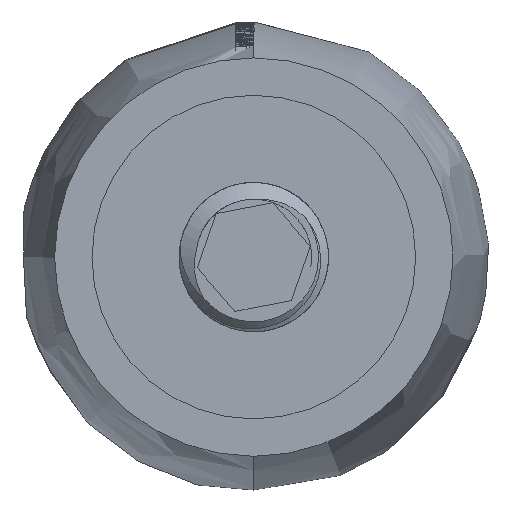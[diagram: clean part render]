
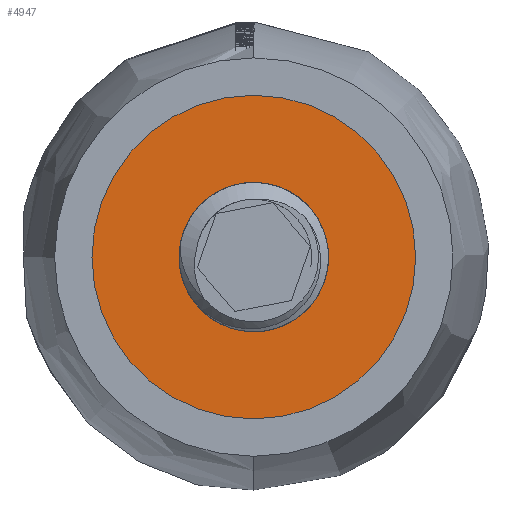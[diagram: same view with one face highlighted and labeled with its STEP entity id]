
A CAD part, front view. The second image highlights one B-rep face of the part: STEP entity #4947.
In plain terms, the highlighted planar face has unit normal (0, -1, 0).
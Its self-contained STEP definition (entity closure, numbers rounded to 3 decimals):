
#331 = VERTEX_POINT ( 'NONE', #18206 ) ;
#406 = CARTESIAN_POINT ( 'NONE',  ( 2.022, 0., 1.145 ) ) ;
#978 = CARTESIAN_POINT ( 'NONE',  ( -2.922, 0., -0.602 ) ) ;
#1217 = EDGE_CURVE ( 'NONE', #7993, #19997, #8132, .T. ) ;
#1308 = CARTESIAN_POINT ( 'NONE',  ( 2.254, 0., 0.584 ) ) ;
#1464 = B_SPLINE_CURVE_WITH_KNOTS ( 'NONE', 3,
 ( #16543, #3687, #3751, #8455, #9940, #19779, #16399, #6814, #8321, #11697, #13422, #3554, #16475, #3621, #5352, #2074, #18235, #1926 ),
 .UNSPECIFIED., .F., .F.,
 ( 4, 2, 2, 2, 2, 2, 2, 2, 4 ),
 ( 0., 0.001, 0.001, 0.002, 0.003, 0.003, 0.004, 0.005, 0.005 ),
 .UNSPECIFIED. ) ;
#1478 = CARTESIAN_POINT ( 'NONE',  ( 0., 0., 0. ) ) ;
#1716 = AXIS2_PLACEMENT_3D ( 'NONE', #1478, #17446, #12640 ) ;
#1926 = CARTESIAN_POINT ( 'NONE',  ( -2.377, 0., 1.83 ) ) ;
#2074 = CARTESIAN_POINT ( 'NONE',  ( -2.053, 0., 2.131 ) ) ;
#2575 = EDGE_LOOP ( 'NONE', ( #18976, #19228 ) ) ;
#2680 = EDGE_LOOP ( 'NONE', ( #18589, #19593, #11495, #17092 ) ) ;
#2688 = CARTESIAN_POINT ( 'NONE',  ( -2.245, 0., -1.716 ) ) ;
#2801 = CARTESIAN_POINT ( 'NONE',  ( 1.74, 0., -1.547 ) ) ;
#2939 = CARTESIAN_POINT ( 'NONE',  ( 1.279, 0., -1.946 ) ) ;
#3221 = CARTESIAN_POINT ( 'NONE',  ( -2.975, 0., -0.387 ) ) ;
#3238 = VERTEX_POINT ( 'NONE', #16575 ) ;
#3554 = CARTESIAN_POINT ( 'NONE',  ( -0.857, 0., 2.667 ) ) ;
#3621 = CARTESIAN_POINT ( 'NONE',  ( -1.486, 0., 2.47 ) ) ;
#3687 = CARTESIAN_POINT ( 'NONE',  ( 1.942, 0., 1.353 ) ) ;
#3751 = CARTESIAN_POINT ( 'NONE',  ( 1.834, 0., 1.544 ) ) ;
#4270 = CARTESIAN_POINT ( 'NONE',  ( 0.16, 0., -2.485 ) ) ;
#4537 = CARTESIAN_POINT ( 'NONE',  ( 1.633, 0., -1.659 ) ) ;
#4947 = ADVANCED_FACE ( 'NONE', ( #16841, #19113 ), #17625, .F. ) ;
#5062 = EDGE_CURVE ( 'NONE', #12681, #7268, #6243, .T. ) ;
#5297 = DIRECTION ( 'NONE',  ( 0., -1., 0. ) ) ;
#5352 = CARTESIAN_POINT ( 'NONE',  ( -1.686, 0., 2.371 ) ) ;
#5726 = CARTESIAN_POINT ( 'NONE',  ( -0.274, 0., -2.532 ) ) ;
#5974 = CARTESIAN_POINT ( 'NONE',  ( 2.28, 0., -0.474 ) ) ;
#6243 = CIRCLE ( 'NONE', #16581, 3. ) ;
#6814 = CARTESIAN_POINT ( 'NONE',  ( 0.457, 0., 2.597 ) ) ;
#6823 = CARTESIAN_POINT ( 'NONE',  ( 0., 0., 0. ) ) ;
#7268 = VERTEX_POINT ( 'NONE', #3221 ) ;
#7993 = VERTEX_POINT ( 'NONE', #11576 ) ;
#8132 = B_SPLINE_CURVE_WITH_KNOTS ( 'NONE', 3,
 ( #15640, #2939, #14147, #4537, #2801, #15708, #9311, #5974, #18890, #20421, #18816, #9245, #1308, #17271, #17488, #20647 ),
 .UNSPECIFIED., .F., .F.,
 ( 4, 2, 2, 2, 2, 2, 2, 4 ),
 ( 0., 0., 0.001, 0.002, 0.002, 0.003, 0.003, 0.004 ),
 .UNSPECIFIED. ) ;
#8230 = EDGE_CURVE ( 'NONE', #19997, #12681, #1464, .T. ) ;
#8321 = CARTESIAN_POINT ( 'NONE',  ( 0.24, 0., 2.655 ) ) ;
#8455 = CARTESIAN_POINT ( 'NONE',  ( 1.564, 0., 1.894 ) ) ;
#8530 = CIRCLE ( 'NONE', #1716, 6.5 ) ;
#8847 = AXIS2_PLACEMENT_3D ( 'NONE', #20013, #18277, #13657 ) ;
#9148 = B_SPLINE_CURVE_WITH_KNOTS ( 'NONE', 3,
 ( #18555, #978, #10658, #10734, #17080, #2688, #13882, #9200, #20451, #13743, #12155, #12433, #5726, #4270, #12218, #18627, #18770, #12355 ),
 .UNSPECIFIED., .F., .F.,
 ( 4, 2, 2, 2, 2, 2, 2, 2, 4 ),
 ( 0., 0.001, 0.001, 0.002, 0.003, 0.003, 0.004, 0.005, 0.005 ),
 .UNSPECIFIED. ) ;
#9200 = CARTESIAN_POINT ( 'NONE',  ( -1.734, 0., -2.131 ) ) ;
#9245 = CARTESIAN_POINT ( 'NONE',  ( 2.288, 0., 0.433 ) ) ;
#9311 = CARTESIAN_POINT ( 'NONE',  ( 2.159, 0., -0.911 ) ) ;
#9903 = EDGE_CURVE ( 'NONE', #3238, #331, #8530, .T. ) ;
#9940 = CARTESIAN_POINT ( 'NONE',  ( 1.407, 0., 2.051 ) ) ;
#10658 = CARTESIAN_POINT ( 'NONE',  ( -2.845, 0., -0.806 ) ) ;
#10734 = CARTESIAN_POINT ( 'NONE',  ( -2.647, 0., -1.197 ) ) ;
#11350 = EDGE_CURVE ( 'NONE', #331, #3238, #20319, .T. ) ;
#11495 = ORIENTED_EDGE ( 'NONE', *, *, #8230, .F. ) ;
#11576 = CARTESIAN_POINT ( 'NONE',  ( 1.145, 0., -2.022 ) ) ;
#11636 = DIRECTION ( 'NONE',  ( 0., 1., 0. ) ) ;
#11697 = CARTESIAN_POINT ( 'NONE',  ( -0.196, 0., 2.712 ) ) ;
#12155 = CARTESIAN_POINT ( 'NONE',  ( -0.928, 0., -2.466 ) ) ;
#12218 = CARTESIAN_POINT ( 'NONE',  ( 0.372, 0., -2.433 ) ) ;
#12355 = CARTESIAN_POINT ( 'NONE',  ( 1.145, 0., -2.022 ) ) ;
#12433 = CARTESIAN_POINT ( 'NONE',  ( -0.497, 0., -2.528 ) ) ;
#12640 = DIRECTION ( 'NONE',  ( 0., 0., -1. ) ) ;
#12681 = VERTEX_POINT ( 'NONE', #12833 ) ;
#12833 = CARTESIAN_POINT ( 'NONE',  ( -2.377, 0., 1.83 ) ) ;
#13088 = EDGE_CURVE ( 'NONE', #7268, #7993, #9148, .T. ) ;
#13302 = DIRECTION ( 'NONE',  ( 0., 0., 1. ) ) ;
#13422 = CARTESIAN_POINT ( 'NONE',  ( -0.417, 0., 2.714 ) ) ;
#13657 = DIRECTION ( 'NONE',  ( 0., 0., -1. ) ) ;
#13743 = CARTESIAN_POINT ( 'NONE',  ( -1.142, 0., -2.407 ) ) ;
#13882 = CARTESIAN_POINT ( 'NONE',  ( -2.084, 0., -1.869 ) ) ;
#14147 = CARTESIAN_POINT ( 'NONE',  ( 1.403, 0., -1.858 ) ) ;
#15640 = CARTESIAN_POINT ( 'NONE',  ( 1.145, 0., -2.022 ) ) ;
#15708 = CARTESIAN_POINT ( 'NONE',  ( 2.019, 0., -1.189 ) ) ;
#15770 = AXIS2_PLACEMENT_3D ( 'NONE', #19790, #11636, #13302 ) ;
#16399 = CARTESIAN_POINT ( 'NONE',  ( 0.862, 0., 2.43 ) ) ;
#16475 = CARTESIAN_POINT ( 'NONE',  ( -1.071, 0., 2.618 ) ) ;
#16543 = CARTESIAN_POINT ( 'NONE',  ( 2.022, 0., 1.145 ) ) ;
#16575 = CARTESIAN_POINT ( 'NONE',  ( 0., 0., 6.5 ) ) ;
#16581 = AXIS2_PLACEMENT_3D ( 'NONE', #6823, #5297, #18115 ) ;
#16841 = FACE_BOUND ( 'NONE', #2680, .T. ) ;
#17080 = CARTESIAN_POINT ( 'NONE',  ( -2.525, 0., -1.382 ) ) ;
#17092 = ORIENTED_EDGE ( 'NONE', *, *, #1217, .F. ) ;
#17271 = CARTESIAN_POINT ( 'NONE',  ( 2.159, 0., 0.873 ) ) ;
#17446 = DIRECTION ( 'NONE',  ( 0., -1., 0. ) ) ;
#17488 = CARTESIAN_POINT ( 'NONE',  ( 2.097, 0., 1.012 ) ) ;
#17625 = PLANE ( 'NONE',  #15770 ) ;
#18115 = DIRECTION ( 'NONE',  ( 0., 0., -1. ) ) ;
#18206 = CARTESIAN_POINT ( 'NONE',  ( 0., 0., -6.5 ) ) ;
#18235 = CARTESIAN_POINT ( 'NONE',  ( -2.223, 0., 1.989 ) ) ;
#18277 = DIRECTION ( 'NONE',  ( 0., -1., 0. ) ) ;
#18555 = CARTESIAN_POINT ( 'NONE',  ( -2.975, 0., -0.387 ) ) ;
#18589 = ORIENTED_EDGE ( 'NONE', *, *, #13088, .F. ) ;
#18627 = CARTESIAN_POINT ( 'NONE',  ( 0.782, 0., -2.268 ) ) ;
#18770 = CARTESIAN_POINT ( 'NONE',  ( 0.971, 0., -2.158 ) ) ;
#18816 = CARTESIAN_POINT ( 'NONE',  ( 2.325, 0., 0.133 ) ) ;
#18890 = CARTESIAN_POINT ( 'NONE',  ( 2.306, 0., -0.323 ) ) ;
#18976 = ORIENTED_EDGE ( 'NONE', *, *, #11350, .T. ) ;
#19113 = FACE_OUTER_BOUND ( 'NONE', #2575, .T. ) ;
#19228 = ORIENTED_EDGE ( 'NONE', *, *, #9903, .T. ) ;
#19593 = ORIENTED_EDGE ( 'NONE', *, *, #5062, .F. ) ;
#19779 = CARTESIAN_POINT ( 'NONE',  ( 1.057, 0., 2.319 ) ) ;
#19790 = CARTESIAN_POINT ( 'NONE',  ( 0., 0., 6.5 ) ) ;
#19997 = VERTEX_POINT ( 'NONE', #406 ) ;
#20013 = CARTESIAN_POINT ( 'NONE',  ( 0., 0., 0. ) ) ;
#20319 = CIRCLE ( 'NONE', #8847, 6.5 ) ;
#20421 = CARTESIAN_POINT ( 'NONE',  ( 2.328, 0., -0.018 ) ) ;
#20451 = CARTESIAN_POINT ( 'NONE',  ( -1.546, 0., -2.239 ) ) ;
#20647 = CARTESIAN_POINT ( 'NONE',  ( 2.022, 0., 1.145 ) ) ;
